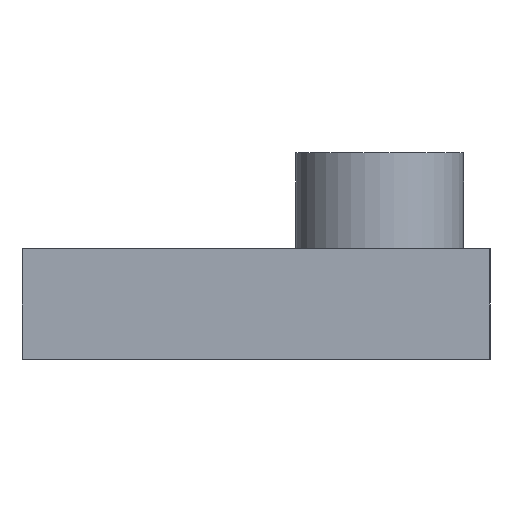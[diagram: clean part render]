
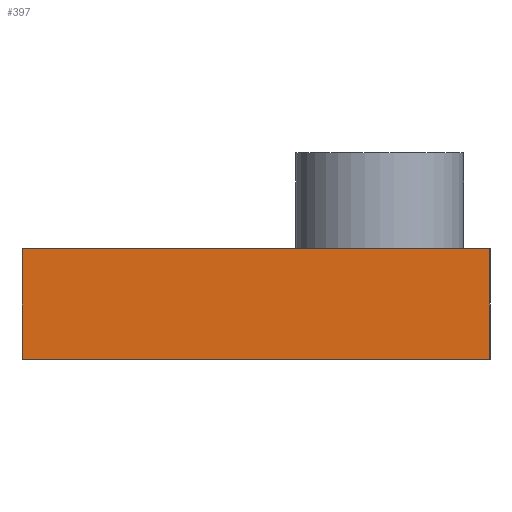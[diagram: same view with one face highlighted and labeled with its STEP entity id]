
A CAD part, left-side view. The second image highlights one B-rep face of the part: STEP entity #397.
In plain terms, the highlighted planar face has unit normal (-1, 0, 0).
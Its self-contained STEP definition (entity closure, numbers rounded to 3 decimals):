
#25=PLANE('',#439);
#45=FACE_OUTER_BOUND('',#69,.T.);
#69=EDGE_LOOP('',(#299,#300,#301,#302));
#96=LINE('',#594,#142);
#99=LINE('',#604,#145);
#100=LINE('',#606,#146);
#101=LINE('',#607,#147);
#142=VECTOR('',#486,10.);
#145=VECTOR('',#495,10.);
#146=VECTOR('',#496,10.);
#147=VECTOR('',#497,10.);
#198=VERTEX_POINT('',#591);
#199=VERTEX_POINT('',#593);
#203=VERTEX_POINT('',#603);
#204=VERTEX_POINT('',#605);
#236=EDGE_CURVE('',#199,#198,#96,.T.);
#241=EDGE_CURVE('',#198,#203,#99,.T.);
#242=EDGE_CURVE('',#204,#203,#100,.T.);
#243=EDGE_CURVE('',#199,#204,#101,.T.);
#299=ORIENTED_EDGE('',*,*,#241,.T.);
#300=ORIENTED_EDGE('',*,*,#242,.F.);
#301=ORIENTED_EDGE('',*,*,#243,.F.);
#302=ORIENTED_EDGE('',*,*,#236,.T.);
#397=ADVANCED_FACE('',(#45),#25,.T.);
#439=AXIS2_PLACEMENT_3D('',#602,#493,#494);
#486=DIRECTION('',(0.,-1.,0.));
#493=DIRECTION('center_axis',(-1.,0.,0.));
#494=DIRECTION('ref_axis',(0.,0.,1.));
#495=DIRECTION('',(0.,0.,1.));
#496=DIRECTION('',(0.,-1.,0.));
#497=DIRECTION('',(0.,0.,1.));
#591=CARTESIAN_POINT('',(-2.497,-0.2,-0.15));
#593=CARTESIAN_POINT('',(-2.497,9.55,-0.15));
#594=CARTESIAN_POINT('',(-2.497,-0.2,-0.15));
#602=CARTESIAN_POINT('Origin',(-2.497,-0.2,2.5));
#603=CARTESIAN_POINT('',(-2.497,-0.2,2.154));
#604=CARTESIAN_POINT('',(-2.497,-0.2,1.875));
#605=CARTESIAN_POINT('',(-2.497,9.55,2.154));
#606=CARTESIAN_POINT('',(-2.497,-0.2,2.154));
#607=CARTESIAN_POINT('',(-2.497,9.55,1.875));
